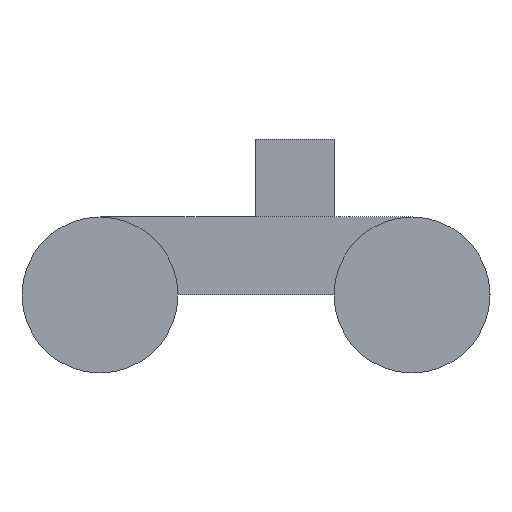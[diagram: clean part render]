
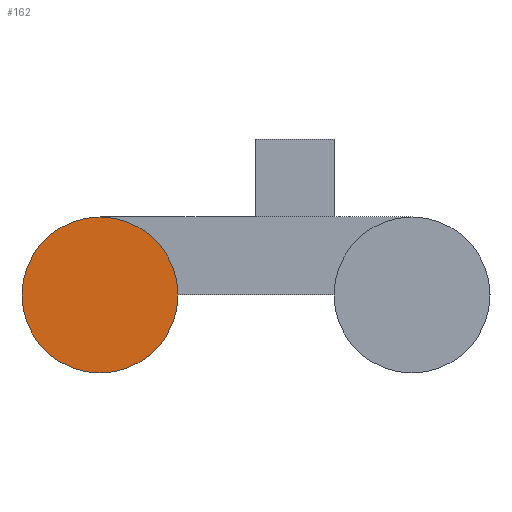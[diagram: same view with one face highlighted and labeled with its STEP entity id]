
A CAD part, left-side view. The second image highlights one B-rep face of the part: STEP entity #162.
In plain terms, the highlighted planar face has unit normal (-1, 0, 0).
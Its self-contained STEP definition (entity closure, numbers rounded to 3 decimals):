
#137=CARTESIAN_POINT('',(-5000.,0.,0.));
#138=DIRECTION('',(1.,0.,0.));
#139=DIRECTION('',(0.,1.,0.));
#140=AXIS2_PLACEMENT_3D('',#137,#138,#139);
#141=PLANE('',#140);
#142=CARTESIAN_POINT('',(-5000.,0.,5000.));
#143=VERTEX_POINT('',#142);
#144=CARTESIAN_POINT('',(-5000.,5000.,-0.));
#145=VERTEX_POINT('',#144);
#146=CARTESIAN_POINT('',(-5000.,0.,0.));
#147=DIRECTION('',(1.,0.,0.));
#148=DIRECTION('',(-0.,1.,0.));
#149=AXIS2_PLACEMENT_3D('',#146,#147,#148);
#150=CIRCLE('',#149,5000.);
#151=EDGE_CURVE('0:141',#143,#145,#150,.T.);
#152=ORIENTED_EDGE('',*,*,#151,.F.);
#153=CARTESIAN_POINT('',(-5000.,0.,0.));
#154=DIRECTION('',(1.,0.,0.));
#155=DIRECTION('',(-0.,1.,0.));
#156=AXIS2_PLACEMENT_3D('',#153,#154,#155);
#157=CIRCLE('',#156,5000.);
#158=EDGE_CURVE('0:141',#145,#143,#157,.T.);
#159=ORIENTED_EDGE('',*,*,#158,.F.);
#160=EDGE_LOOP('',(#152,#159));
#161=FACE_BOUND('',#160,.T.);
#162=ADVANCED_FACE('0:135',(#161),#141,.F.);
